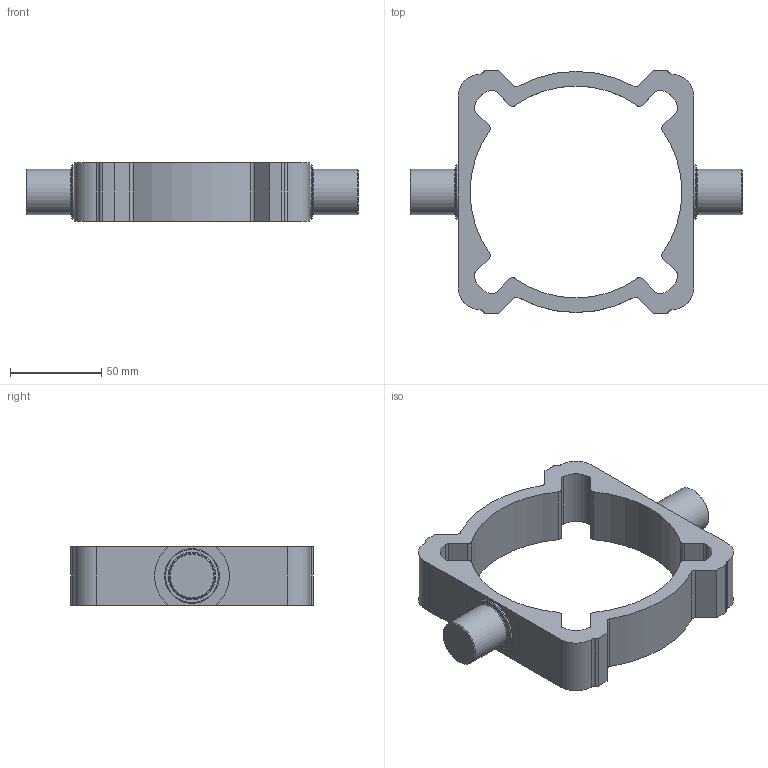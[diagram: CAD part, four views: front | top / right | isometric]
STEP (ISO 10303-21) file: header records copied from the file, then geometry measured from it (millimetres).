
FILE_DESCRIPTION(/* description */ (''),/* implementation_level */ '2;1');
FILE_NAME(/* name */ '1390_100_12F.stp',/* time_stamp */ '2016-03-03T11:20:26+01:00',/* author */ ('Maniean1'),/* organization */ ('Pneumax S.p.A.'),/* preprocessor_version */ 'ST-DEVELOPER v15.2',/* originating_system */ 'Autodesk Inventor 2014',/* authorisation */ '');
FILE_SCHEMA (('AUTOMOTIVE_DESIGN { 1 0 10303 214 3 1 1 }'));
Length unit declared in the file: millimetre
Products named in the file (1): 1390_100_12F
Bounding box: 181.8 x 133 x 32 mm (x, y, z)
Volume: 178084.5 mm3; surface area: 49008.3 mm2
Topology: 1 solids, 3 shells, 96 faces, 250 edges, 162 vertices
Faces by surface type: cylinder 54, plane 30, cone 8, torus 4
Full cylindrical faces by diameter (mm): 22 x2, 22.15 x2, 25 x2, 30 x2
Entity records: 3022 total; most frequent: DIRECTION 542, CARTESIAN_POINT 489, ORIENTED_EDGE 460, EDGE_CURVE 230, AXIS2_PLACEMENT_3D 215, VERTEX_POINT 162, EDGE_LOOP 124, CIRCLE 118
